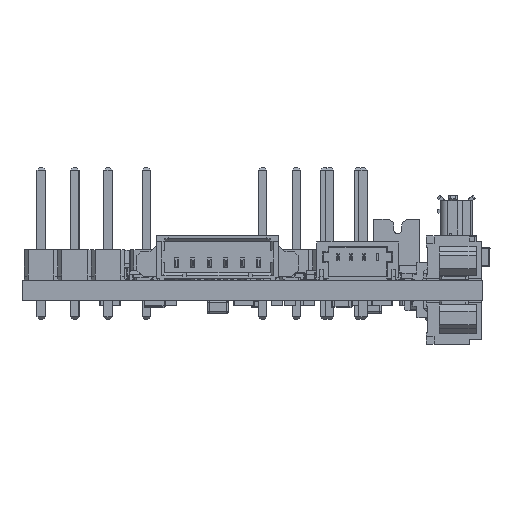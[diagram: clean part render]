
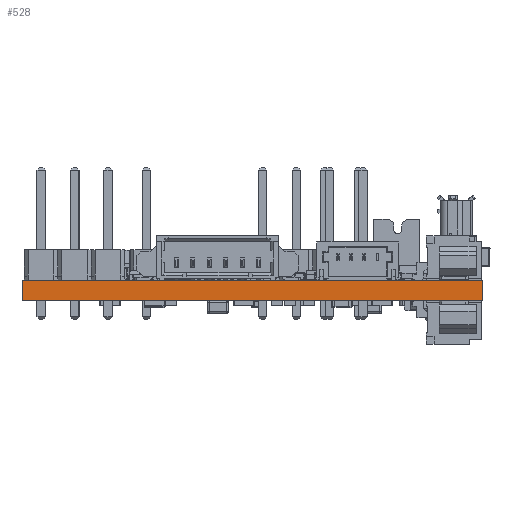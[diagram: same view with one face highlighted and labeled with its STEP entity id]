
A CAD part, front view. The second image highlights one B-rep face of the part: STEP entity #528.
In plain terms, the highlighted planar face has unit normal (0, -1, 0).
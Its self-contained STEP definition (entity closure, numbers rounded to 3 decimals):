
#528 = ADVANCED_FACE('',(#529),#563,.F.);
#529 = FACE_BOUND('',#530,.F.);
#530 = EDGE_LOOP('',(#531,#541,#549,#557));
#531 = ORIENTED_EDGE('',*,*,#532,.T.);
#532 = EDGE_CURVE('',#533,#535,#537,.T.);
#533 = VERTEX_POINT('',#534);
#534 = CARTESIAN_POINT('',(27.5,27.5,-1.54));
#535 = VERTEX_POINT('',#536);
#536 = CARTESIAN_POINT('',(27.5,27.5,0.));
#537 = LINE('',#538,#539);
#538 = CARTESIAN_POINT('',(27.5,27.5,-1.54));
#539 = VECTOR('',#540,1.);
#540 = DIRECTION('',(0.,0.,1.));
#541 = ORIENTED_EDGE('',*,*,#542,.T.);
#542 = EDGE_CURVE('',#535,#543,#545,.T.);
#543 = VERTEX_POINT('',#544);
#544 = CARTESIAN_POINT('',(62.5,27.5,0.));
#545 = LINE('',#546,#547);
#546 = CARTESIAN_POINT('',(27.5,27.5,0.));
#547 = VECTOR('',#548,1.);
#548 = DIRECTION('',(1.,0.,0.));
#549 = ORIENTED_EDGE('',*,*,#550,.F.);
#550 = EDGE_CURVE('',#551,#543,#553,.T.);
#551 = VERTEX_POINT('',#552);
#552 = CARTESIAN_POINT('',(62.5,27.5,-1.54));
#553 = LINE('',#554,#555);
#554 = CARTESIAN_POINT('',(62.5,27.5,-1.54));
#555 = VECTOR('',#556,1.);
#556 = DIRECTION('',(0.,0.,1.));
#557 = ORIENTED_EDGE('',*,*,#558,.F.);
#558 = EDGE_CURVE('',#533,#551,#559,.T.);
#559 = LINE('',#560,#561);
#560 = CARTESIAN_POINT('',(27.5,27.5,-1.54));
#561 = VECTOR('',#562,1.);
#562 = DIRECTION('',(1.,0.,0.));
#563 = PLANE('',#564);
#564 = AXIS2_PLACEMENT_3D('',#565,#566,#567);
#565 = CARTESIAN_POINT('',(27.5,27.5,-1.54));
#566 = DIRECTION('',(0.,1.,0.));
#567 = DIRECTION('',(1.,0.,0.));
